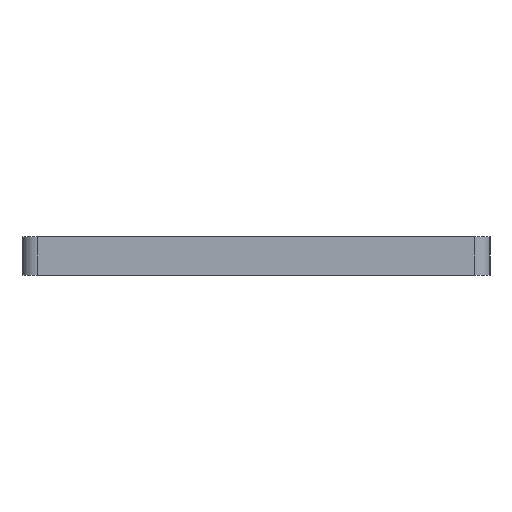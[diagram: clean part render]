
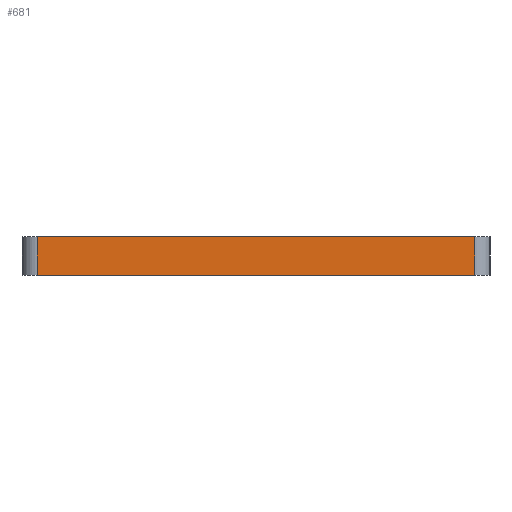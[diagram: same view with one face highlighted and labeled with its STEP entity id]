
A CAD part, left-side view. The second image highlights one B-rep face of the part: STEP entity #681.
In plain terms, the highlighted planar face has unit normal (-1, 0, 0).
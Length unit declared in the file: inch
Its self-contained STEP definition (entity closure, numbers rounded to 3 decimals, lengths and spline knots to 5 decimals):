
#98 = FACE_OUTER_BOUND ( 'NONE', #1037, .T. ) ;
#121 = ORIENTED_EDGE ( 'NONE', *, *, #850, .T. ) ;
#203 = DIRECTION ( 'NONE',  ( 1., 0., 0. ) ) ;
#250 = LINE ( 'NONE', #852, #773 ) ;
#263 = CARTESIAN_POINT ( 'NONE',  ( -9.545, 1.425, 0.25 ) ) ;
#289 = CARTESIAN_POINT ( 'NONE',  ( -9.545, 1.425, 0.25 ) ) ;
#350 = AXIS2_PLACEMENT_3D ( 'NONE', #1052, #203, #925 ) ;
#422 = EDGE_CURVE ( 'NONE', #981, #1317, #1351, .T. ) ;
#485 = VECTOR ( 'NONE', #771, 39.37008 ) ;
#514 = ORIENTED_EDGE ( 'NONE', *, *, #770, .T. ) ;
#551 = VECTOR ( 'NONE', #942, 39.37008 ) ;
#587 = CARTESIAN_POINT ( 'NONE',  ( -9.545, -1.425, 0. ) ) ;
#611 = LINE ( 'NONE', #1346, #1264 ) ;
#681 = ADVANCED_FACE ( 'NONE', ( #98 ), #1030, .F. ) ;
#688 = VERTEX_POINT ( 'NONE', #809 ) ;
#770 = EDGE_CURVE ( 'NONE', #1317, #1248, #1562, .T. ) ;
#771 = DIRECTION ( 'NONE',  ( 0., 0., -1. ) ) ;
#773 = VECTOR ( 'NONE', #1319, 39.37008 ) ;
#809 = CARTESIAN_POINT ( 'NONE',  ( -9.545, -1.425, 0.25 ) ) ;
#824 = CARTESIAN_POINT ( 'NONE',  ( -9.545, -1.525, 0. ) ) ;
#841 = EDGE_CURVE ( 'NONE', #981, #688, #250, .T. ) ;
#850 = EDGE_CURVE ( 'NONE', #1248, #688, #611, .T. ) ;
#852 = CARTESIAN_POINT ( 'NONE',  ( -9.545, -1.525, 0.25 ) ) ;
#880 = ORIENTED_EDGE ( 'NONE', *, *, #841, .F. ) ;
#906 = CARTESIAN_POINT ( 'NONE',  ( -9.545, 1.425, 0. ) ) ;
#925 = DIRECTION ( 'NONE',  ( 0., 0., -1. ) ) ;
#942 = DIRECTION ( 'NONE',  ( 0., -1., 0. ) ) ;
#981 = VERTEX_POINT ( 'NONE', #289 ) ;
#1030 = PLANE ( 'NONE',  #350 ) ;
#1037 = EDGE_LOOP ( 'NONE', ( #514, #121, #880, #1232 ) ) ;
#1052 = CARTESIAN_POINT ( 'NONE',  ( -9.545, -1.525, 0.25 ) ) ;
#1232 = ORIENTED_EDGE ( 'NONE', *, *, #422, .T. ) ;
#1248 = VERTEX_POINT ( 'NONE', #587 ) ;
#1264 = VECTOR ( 'NONE', #1460, 39.37008 ) ;
#1317 = VERTEX_POINT ( 'NONE', #906 ) ;
#1319 = DIRECTION ( 'NONE',  ( 0., -1., 0. ) ) ;
#1346 = CARTESIAN_POINT ( 'NONE',  ( -9.545, -1.425, 0.25 ) ) ;
#1351 = LINE ( 'NONE', #263, #485 ) ;
#1460 = DIRECTION ( 'NONE',  ( 0., 0., 1. ) ) ;
#1562 = LINE ( 'NONE', #824, #551 ) ;
